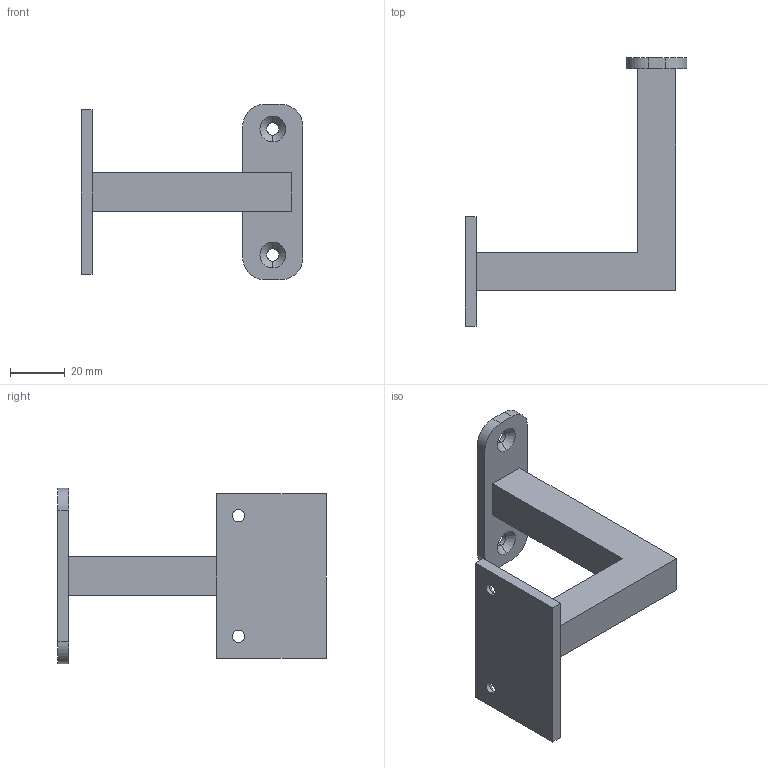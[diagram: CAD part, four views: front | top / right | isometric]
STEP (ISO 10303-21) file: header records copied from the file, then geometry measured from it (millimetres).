
FILE_DESCRIPTION (( 'STEP AP203' ), '1' );
FILE_NAME ('3D_GW2762_Flach_188672110.STEP', '2024-09-27T05:41:51', ( '' ), ( '' ), 'SwSTEP 2.0', 'SolidWorks 2024', '' );
FILE_SCHEMA (( 'CONFIG_CONTROL_DESIGN' ));
Length unit declared in the file: millimetre
Products named in the file (1): 3D_GW2762_Flach_188672110
Bounding box: 81 x 98 x 64 mm (x, y, z)
Volume: 41966.5 mm3; surface area: 16436.2 mm2
Topology: 1 solids, 1 shells, 38 faces, 94 edges, 60 vertices
Faces by surface type: plane 18, cylinder 12, cone 8
Entity records: 1219 total; most frequent: DIRECTION 204, CARTESIAN_POINT 193, ORIENTED_EDGE 188, EDGE_CURVE 94, AXIS2_PLACEMENT_3D 71, VECTOR 62, LINE 62, VERTEX_POINT 60
